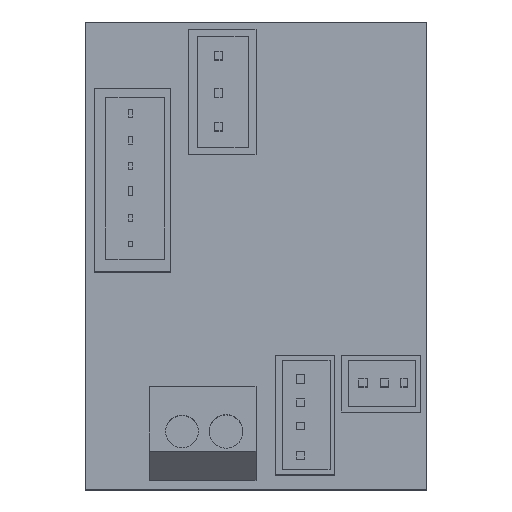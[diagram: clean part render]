
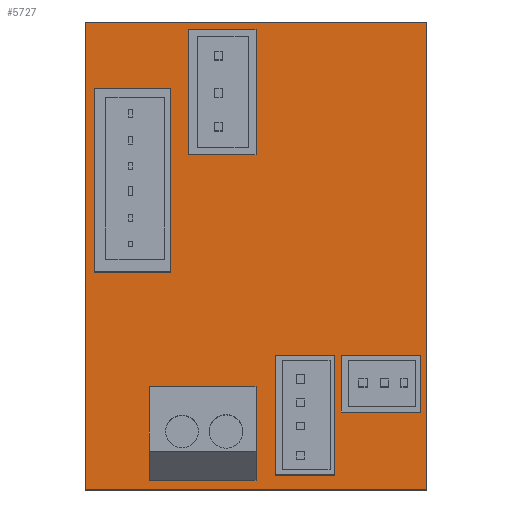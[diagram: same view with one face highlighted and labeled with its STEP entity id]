
A CAD part, top view. The second image highlights one B-rep face of the part: STEP entity #5727.
In plain terms, the highlighted planar face has unit normal (0, 0, 1).
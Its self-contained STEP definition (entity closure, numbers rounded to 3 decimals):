
#74=FACE_BOUND('',#920,.T.);
#75=FACE_BOUND('',#921,.T.);
#76=FACE_BOUND('',#922,.T.);
#77=FACE_BOUND('',#923,.T.);
#78=FACE_BOUND('',#924,.T.);
#555=FACE_OUTER_BOUND('',#919,.T.);
#919=EDGE_LOOP('',(#5050,#5051,#5052,#5053));
#920=EDGE_LOOP('',(#5054,#5055,#5056,#5057));
#921=EDGE_LOOP('',(#5058,#5059,#5060,#5061));
#922=EDGE_LOOP('',(#5062,#5063,#5064,#5065));
#923=EDGE_LOOP('',(#5066,#5067,#5068,#5069));
#924=EDGE_LOOP('',(#5070,#5071,#5072,#5073));
#1571=LINE('',#8734,#2306);
#1575=LINE('',#8742,#2310);
#1578=LINE('',#8748,#2313);
#1581=LINE('',#8753,#2316);
#1595=LINE('',#8783,#2330);
#1599=LINE('',#8791,#2334);
#1602=LINE('',#8797,#2337);
#1605=LINE('',#8802,#2340);
#1619=LINE('',#8832,#2354);
#1623=LINE('',#8840,#2358);
#1626=LINE('',#8846,#2361);
#1629=LINE('',#8851,#2364);
#1643=LINE('',#8881,#2378);
#1647=LINE('',#8889,#2382);
#1650=LINE('',#8895,#2385);
#1653=LINE('',#8900,#2388);
#1655=LINE('',#8910,#2390);
#1656=LINE('',#8912,#2391);
#1657=LINE('',#8914,#2392);
#1658=LINE('',#8915,#2393);
#1659=LINE('',#8918,#2394);
#1660=LINE('',#8920,#2395);
#1661=LINE('',#8922,#2396);
#1662=LINE('',#8923,#2397);
#2306=VECTOR('',#7208,10.);
#2310=VECTOR('',#7214,10.);
#2313=VECTOR('',#7219,10.);
#2316=VECTOR('',#7224,10.);
#2330=VECTOR('',#7250,10.);
#2334=VECTOR('',#7256,10.);
#2337=VECTOR('',#7261,10.);
#2340=VECTOR('',#7266,10.);
#2354=VECTOR('',#7292,10.);
#2358=VECTOR('',#7298,10.);
#2361=VECTOR('',#7303,10.);
#2364=VECTOR('',#7308,10.);
#2378=VECTOR('',#7334,10.);
#2382=VECTOR('',#7340,10.);
#2385=VECTOR('',#7345,10.);
#2388=VECTOR('',#7350,10.);
#2390=VECTOR('',#7364,10.);
#2391=VECTOR('',#7365,10.);
#2392=VECTOR('',#7366,10.);
#2393=VECTOR('',#7367,10.);
#2394=VECTOR('',#7368,10.);
#2395=VECTOR('',#7369,10.);
#2396=VECTOR('',#7370,10.);
#2397=VECTOR('',#7371,10.);
#2833=VERTEX_POINT('',#8732);
#2834=VERTEX_POINT('',#8733);
#2837=VERTEX_POINT('',#8741);
#2839=VERTEX_POINT('',#8747);
#2849=VERTEX_POINT('',#8781);
#2850=VERTEX_POINT('',#8782);
#2853=VERTEX_POINT('',#8790);
#2855=VERTEX_POINT('',#8796);
#2865=VERTEX_POINT('',#8830);
#2866=VERTEX_POINT('',#8831);
#2869=VERTEX_POINT('',#8839);
#2871=VERTEX_POINT('',#8845);
#2881=VERTEX_POINT('',#8879);
#2882=VERTEX_POINT('',#8880);
#2885=VERTEX_POINT('',#8888);
#2887=VERTEX_POINT('',#8894);
#2889=VERTEX_POINT('',#8908);
#2890=VERTEX_POINT('',#8909);
#2891=VERTEX_POINT('',#8911);
#2892=VERTEX_POINT('',#8913);
#2893=VERTEX_POINT('',#8916);
#2894=VERTEX_POINT('',#8917);
#2895=VERTEX_POINT('',#8919);
#2896=VERTEX_POINT('',#8921);
#3535=EDGE_CURVE('',#2833,#2834,#1571,.T.);
#3539=EDGE_CURVE('',#2834,#2837,#1575,.T.);
#3542=EDGE_CURVE('',#2837,#2839,#1578,.T.);
#3545=EDGE_CURVE('',#2839,#2833,#1581,.T.);
#3559=EDGE_CURVE('',#2849,#2850,#1595,.T.);
#3563=EDGE_CURVE('',#2850,#2853,#1599,.T.);
#3566=EDGE_CURVE('',#2853,#2855,#1602,.T.);
#3569=EDGE_CURVE('',#2855,#2849,#1605,.T.);
#3583=EDGE_CURVE('',#2865,#2866,#1619,.T.);
#3587=EDGE_CURVE('',#2866,#2869,#1623,.T.);
#3590=EDGE_CURVE('',#2869,#2871,#1626,.T.);
#3593=EDGE_CURVE('',#2871,#2865,#1629,.T.);
#3607=EDGE_CURVE('',#2881,#2882,#1643,.T.);
#3611=EDGE_CURVE('',#2882,#2885,#1647,.T.);
#3614=EDGE_CURVE('',#2885,#2887,#1650,.T.);
#3617=EDGE_CURVE('',#2887,#2881,#1653,.T.);
#3619=EDGE_CURVE('',#2889,#2890,#1655,.T.);
#3620=EDGE_CURVE('',#2890,#2891,#1656,.T.);
#3621=EDGE_CURVE('',#2891,#2892,#1657,.T.);
#3622=EDGE_CURVE('',#2892,#2889,#1658,.T.);
#3623=EDGE_CURVE('',#2893,#2894,#1659,.T.);
#3624=EDGE_CURVE('',#2894,#2895,#1660,.T.);
#3625=EDGE_CURVE('',#2895,#2896,#1661,.T.);
#3626=EDGE_CURVE('',#2896,#2893,#1662,.T.);
#5050=ORIENTED_EDGE('',*,*,#3619,.T.);
#5051=ORIENTED_EDGE('',*,*,#3620,.T.);
#5052=ORIENTED_EDGE('',*,*,#3621,.T.);
#5053=ORIENTED_EDGE('',*,*,#3622,.T.);
#5054=ORIENTED_EDGE('',*,*,#3535,.T.);
#5055=ORIENTED_EDGE('',*,*,#3539,.T.);
#5056=ORIENTED_EDGE('',*,*,#3542,.T.);
#5057=ORIENTED_EDGE('',*,*,#3545,.T.);
#5058=ORIENTED_EDGE('',*,*,#3559,.T.);
#5059=ORIENTED_EDGE('',*,*,#3563,.T.);
#5060=ORIENTED_EDGE('',*,*,#3566,.T.);
#5061=ORIENTED_EDGE('',*,*,#3569,.T.);
#5062=ORIENTED_EDGE('',*,*,#3583,.T.);
#5063=ORIENTED_EDGE('',*,*,#3587,.T.);
#5064=ORIENTED_EDGE('',*,*,#3590,.T.);
#5065=ORIENTED_EDGE('',*,*,#3593,.T.);
#5066=ORIENTED_EDGE('',*,*,#3607,.T.);
#5067=ORIENTED_EDGE('',*,*,#3611,.T.);
#5068=ORIENTED_EDGE('',*,*,#3614,.T.);
#5069=ORIENTED_EDGE('',*,*,#3617,.T.);
#5070=ORIENTED_EDGE('',*,*,#3623,.T.);
#5071=ORIENTED_EDGE('',*,*,#3624,.T.);
#5072=ORIENTED_EDGE('',*,*,#3625,.T.);
#5073=ORIENTED_EDGE('',*,*,#3626,.T.);
#5419=PLANE('',#6039);
#5727=ADVANCED_FACE('',(#555,#74,#75,#76,#77,#78),#5419,.T.);
#6039=AXIS2_PLACEMENT_3D('',#8907,#7362,#7363);
#7208=DIRECTION('',(0.,1.,0.));
#7214=DIRECTION('',(1.,0.,0.));
#7219=DIRECTION('',(0.,-1.,0.));
#7224=DIRECTION('',(-1.,0.,0.));
#7250=DIRECTION('',(0.,1.,0.));
#7256=DIRECTION('',(1.,0.,0.));
#7261=DIRECTION('',(0.,-1.,0.));
#7266=DIRECTION('',(-1.,0.,0.));
#7292=DIRECTION('',(0.,1.,0.));
#7298=DIRECTION('',(1.,0.,0.));
#7303=DIRECTION('',(0.,-1.,0.));
#7308=DIRECTION('',(-1.,0.,0.));
#7334=DIRECTION('',(0.,1.,0.));
#7340=DIRECTION('',(1.,0.,0.));
#7345=DIRECTION('',(0.,-1.,0.));
#7350=DIRECTION('',(-1.,0.,0.));
#7362=DIRECTION('center_axis',(0.,0.,1.));
#7363=DIRECTION('ref_axis',(1.,0.,0.));
#7364=DIRECTION('',(-1.,0.,0.));
#7365=DIRECTION('',(0.,-1.,0.));
#7366=DIRECTION('',(1.,0.,0.));
#7367=DIRECTION('',(0.,1.,0.));
#7368=DIRECTION('',(0.,1.,0.));
#7369=DIRECTION('',(1.,0.,0.));
#7370=DIRECTION('',(0.,-1.,0.));
#7371=DIRECTION('',(-1.,0.,0.));
#8732=CARTESIAN_POINT('',(-162.101,122.065,2.));
#8733=CARTESIAN_POINT('',(-162.101,134.9,2.));
#8734=CARTESIAN_POINT('',(-162.101,123.303,2.));
#8741=CARTESIAN_POINT('',(-155.161,134.9,2.));
#8742=CARTESIAN_POINT('',(-155.161,134.9,2.));
#8747=CARTESIAN_POINT('',(-155.161,122.065,2.));
#8748=CARTESIAN_POINT('',(-155.161,116.885,2.));
#8753=CARTESIAN_POINT('',(-158.631,122.065,2.));
#8781=CARTESIAN_POINT('',(-146.43,95.691,2.));
#8782=CARTESIAN_POINT('',(-146.43,101.519,2.));
#8783=CARTESIAN_POINT('',(-146.43,106.612,2.));
#8790=CARTESIAN_POINT('',(-138.315,101.519,2.));
#8791=CARTESIAN_POINT('',(-146.738,101.519,2.));
#8796=CARTESIAN_POINT('',(-138.315,95.691,2.));
#8797=CARTESIAN_POINT('',(-138.315,103.698,2.));
#8802=CARTESIAN_POINT('',(-150.796,95.691,2.));
#8830=CARTESIAN_POINT('',(-153.195,89.23,2.));
#8831=CARTESIAN_POINT('',(-153.195,101.519,2.));
#8832=CARTESIAN_POINT('',(-153.195,106.612,2.));
#8839=CARTESIAN_POINT('',(-147.097,101.519,2.));
#8840=CARTESIAN_POINT('',(-151.129,101.519,2.));
#8845=CARTESIAN_POINT('',(-147.097,89.23,2.));
#8846=CARTESIAN_POINT('',(-147.097,100.468,2.));
#8851=CARTESIAN_POINT('',(-154.178,89.23,2.));
#8879=CARTESIAN_POINT('',(-171.727,110.054,2.));
#8880=CARTESIAN_POINT('',(-171.727,128.863,2.));
#8881=CARTESIAN_POINT('',(-171.727,120.284,2.));
#8888=CARTESIAN_POINT('',(-163.909,128.863,2.));
#8889=CARTESIAN_POINT('',(-159.535,128.863,2.));
#8894=CARTESIAN_POINT('',(-163.909,110.054,2.));
#8895=CARTESIAN_POINT('',(-163.909,110.88,2.));
#8900=CARTESIAN_POINT('',(-163.444,110.054,2.));
#8907=CARTESIAN_POINT('Origin',(-155.161,111.705,2.));
#8908=CARTESIAN_POINT('',(-137.661,135.705,2.));
#8909=CARTESIAN_POINT('',(-172.661,135.705,2.));
#8910=CARTESIAN_POINT('',(-172.661,135.705,2.));
#8911=CARTESIAN_POINT('',(-172.661,87.705,2.));
#8912=CARTESIAN_POINT('',(-172.661,87.705,2.));
#8913=CARTESIAN_POINT('',(-137.661,87.705,2.));
#8914=CARTESIAN_POINT('',(-137.661,87.705,2.));
#8915=CARTESIAN_POINT('',(-137.661,135.705,2.));
#8916=CARTESIAN_POINT('',(-166.1,88.654,2.));
#8917=CARTESIAN_POINT('',(-166.1,98.264,2.));
#8918=CARTESIAN_POINT('',(-166.1,104.985,2.));
#8919=CARTESIAN_POINT('',(-155.161,98.264,2.));
#8920=CARTESIAN_POINT('',(-155.161,98.264,2.));
#8921=CARTESIAN_POINT('',(-155.161,88.654,2.));
#8922=CARTESIAN_POINT('',(-155.161,100.18,2.));
#8923=CARTESIAN_POINT('',(-160.63,88.654,2.));
